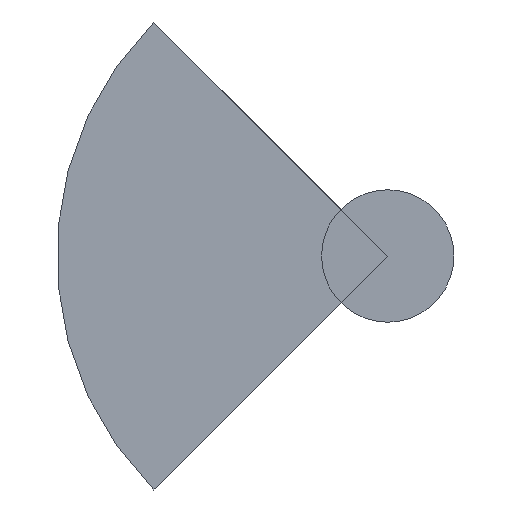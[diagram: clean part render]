
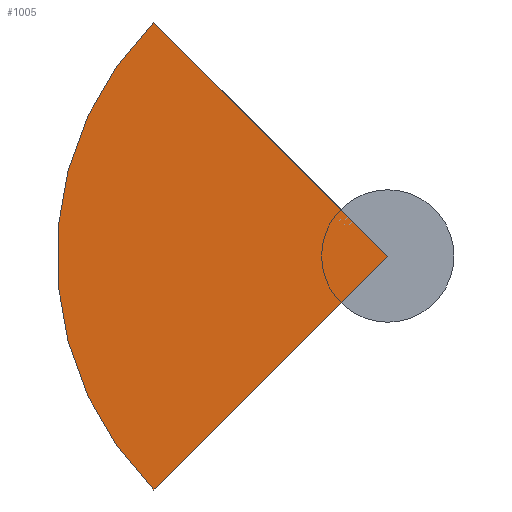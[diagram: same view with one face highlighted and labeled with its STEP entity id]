
A CAD part, front view. The second image highlights one B-rep face of the part: STEP entity #1005.
In plain terms, the highlighted planar face has unit normal (0, -1, 0).
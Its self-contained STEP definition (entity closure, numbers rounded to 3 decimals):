
#132 = CARTESIAN_POINT ( 'NONE',  ( 0., -10000., 0. ) ) ;
#144 = DIRECTION ( 'NONE',  ( 0., 1., 0. ) ) ;
#146 = EDGE_CURVE ( 'NONE', #1006, #1451, #1629, .T. ) ;
#230 = CIRCLE ( 'NONE', #685, 2500. ) ;
#312 = CARTESIAN_POINT ( 'NONE',  ( 0., -10000., 0. ) ) ;
#392 = CARTESIAN_POINT ( 'NONE',  ( -1767.767, -10000., 1767.767 ) ) ;
#425 = DIRECTION ( 'NONE',  ( -0.707, 0., -0.707 ) ) ;
#541 = DIRECTION ( 'NONE',  ( 0.707, 0., -0.707 ) ) ;
#575 = CARTESIAN_POINT ( 'NONE',  ( 0., -10000., 0. ) ) ;
#648 = FACE_OUTER_BOUND ( 'NONE', #1551, .T. ) ;
#685 = AXIS2_PLACEMENT_3D ( 'NONE', #132, #1588, #1168 ) ;
#736 = ORIENTED_EDGE ( 'NONE', *, *, #1393, .F. ) ;
#801 = AXIS2_PLACEMENT_3D ( 'NONE', #937, #144, #802 ) ;
#802 = DIRECTION ( 'NONE',  ( 0., 0., 1. ) ) ;
#860 = ORIENTED_EDGE ( 'NONE', *, *, #1514, .F. ) ;
#937 = CARTESIAN_POINT ( 'NONE',  ( 0., -10000., 0. ) ) ;
#1005 = ADVANCED_FACE ( 'NONE', ( #648 ), #1718, .F. ) ;
#1006 = VERTEX_POINT ( 'NONE', #1047 ) ;
#1047 = CARTESIAN_POINT ( 'NONE',  ( 0., -10000., 0. ) ) ;
#1073 = LINE ( 'NONE', #312, #1248 ) ;
#1087 = ORIENTED_EDGE ( 'NONE', *, *, #146, .F. ) ;
#1168 = DIRECTION ( 'NONE',  ( 0., 0., 1. ) ) ;
#1248 = VECTOR ( 'NONE', #541, 1000. ) ;
#1319 = VECTOR ( 'NONE', #425, 1000. ) ;
#1393 = EDGE_CURVE ( 'NONE', #1451, #1469, #230, .T. ) ;
#1447 = CARTESIAN_POINT ( 'NONE',  ( -1767.767, -10000., -1767.767 ) ) ;
#1451 = VERTEX_POINT ( 'NONE', #1447 ) ;
#1469 = VERTEX_POINT ( 'NONE', #392 ) ;
#1514 = EDGE_CURVE ( 'NONE', #1469, #1006, #1073, .T. ) ;
#1551 = EDGE_LOOP ( 'NONE', ( #1087, #860, #736 ) ) ;
#1588 = DIRECTION ( 'NONE',  ( 0., 1., 0. ) ) ;
#1629 = LINE ( 'NONE', #575, #1319 ) ;
#1718 = PLANE ( 'NONE',  #801 ) ;
